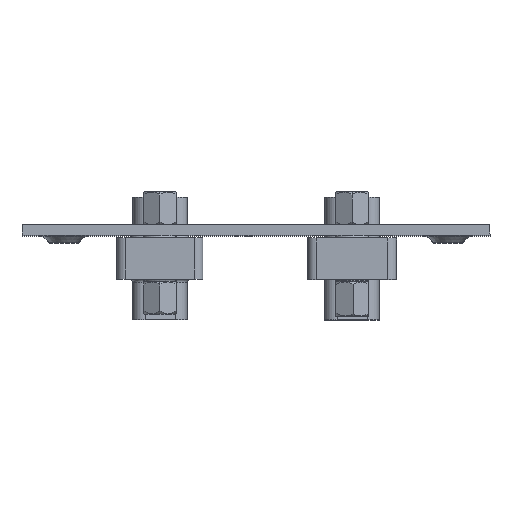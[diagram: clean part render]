
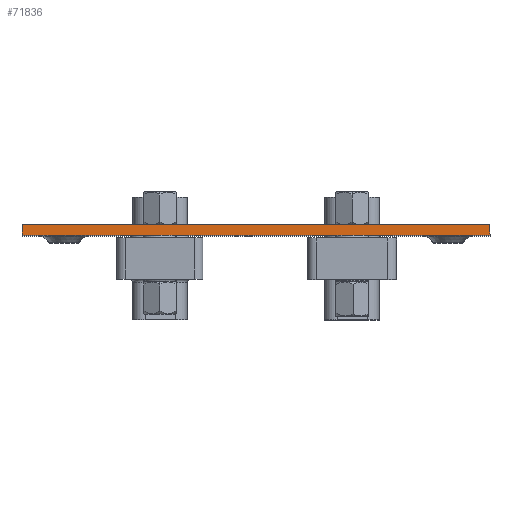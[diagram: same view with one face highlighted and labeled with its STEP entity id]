
A CAD part, top view. The second image highlights one B-rep face of the part: STEP entity #71836.
In plain terms, the highlighted planar face has unit normal (0, 0, 1).
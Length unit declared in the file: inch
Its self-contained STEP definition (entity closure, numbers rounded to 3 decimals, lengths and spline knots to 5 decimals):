
#474 = EDGE_CURVE ( 'NONE', #36089, #57684, #70899, .T. ) ;
#567 = VECTOR ( 'NONE', #19649, 39.37008 ) ;
#4386 = ORIENTED_EDGE ( 'NONE', *, *, #46122, .T. ) ;
#4751 = CARTESIAN_POINT ( 'NONE',  ( -1.34, 0.06, 1.615 ) ) ;
#5206 = EDGE_LOOP ( 'NONE', ( #50212, #4386, #64886, #25912 ) ) ;
#5838 = VERTEX_POINT ( 'NONE', #24767 ) ;
#10841 = DIRECTION ( 'NONE',  ( 1., 0., 0. ) ) ;
#10959 = EDGE_CURVE ( 'NONE', #5838, #37722, #14994, .T. ) ;
#14994 = LINE ( 'NONE', #62482, #30957 ) ;
#19510 = LINE ( 'NONE', #61735, #31763 ) ;
#19649 = DIRECTION ( 'NONE',  ( 0., 1., 0. ) ) ;
#24767 = CARTESIAN_POINT ( 'NONE',  ( -1.34, 0., 1.615 ) ) ;
#24971 = VECTOR ( 'NONE', #57697, 39.37008 ) ;
#25912 = ORIENTED_EDGE ( 'NONE', *, *, #27776, .T. ) ;
#27776 = EDGE_CURVE ( 'NONE', #37722, #57684, #48436, .T. ) ;
#30957 = VECTOR ( 'NONE', #32642, 39.37008 ) ;
#31763 = VECTOR ( 'NONE', #67711, 39.37008 ) ;
#32642 = DIRECTION ( 'NONE',  ( 1., 0., 0. ) ) ;
#36089 = VERTEX_POINT ( 'NONE', #60550 ) ;
#37722 = VERTEX_POINT ( 'NONE', #59356 ) ;
#39148 = CARTESIAN_POINT ( 'NONE',  ( 1.34, 0.06, 1.615 ) ) ;
#40711 = PLANE ( 'NONE',  #64585 ) ;
#46122 = EDGE_CURVE ( 'NONE', #36089, #5838, #19510, .T. ) ;
#46748 = DIRECTION ( 'NONE',  ( 0., 0., -1. ) ) ;
#48436 = LINE ( 'NONE', #67618, #567 ) ;
#49596 = FACE_OUTER_BOUND ( 'NONE', #5206, .T. ) ;
#50212 = ORIENTED_EDGE ( 'NONE', *, *, #474, .F. ) ;
#51633 = CARTESIAN_POINT ( 'NONE',  ( -1.34, 0.06, 1.615 ) ) ;
#57684 = VERTEX_POINT ( 'NONE', #39148 ) ;
#57697 = DIRECTION ( 'NONE',  ( 1., 0., 0. ) ) ;
#59356 = CARTESIAN_POINT ( 'NONE',  ( 1.34, 0., 1.615 ) ) ;
#60550 = CARTESIAN_POINT ( 'NONE',  ( -1.34, 0.06, 1.615 ) ) ;
#61735 = CARTESIAN_POINT ( 'NONE',  ( -1.34, 0.06, 1.615 ) ) ;
#62482 = CARTESIAN_POINT ( 'NONE',  ( -1.34, 0., 1.615 ) ) ;
#64585 = AXIS2_PLACEMENT_3D ( 'NONE', #4751, #46748, #10841 ) ;
#64886 = ORIENTED_EDGE ( 'NONE', *, *, #10959, .T. ) ;
#67618 = CARTESIAN_POINT ( 'NONE',  ( 1.34, 0., 1.615 ) ) ;
#67711 = DIRECTION ( 'NONE',  ( 0., -1., 0. ) ) ;
#70899 = LINE ( 'NONE', #51633, #24971 ) ;
#71836 = ADVANCED_FACE ( 'NONE', ( #49596 ), #40711, .F. ) ;
